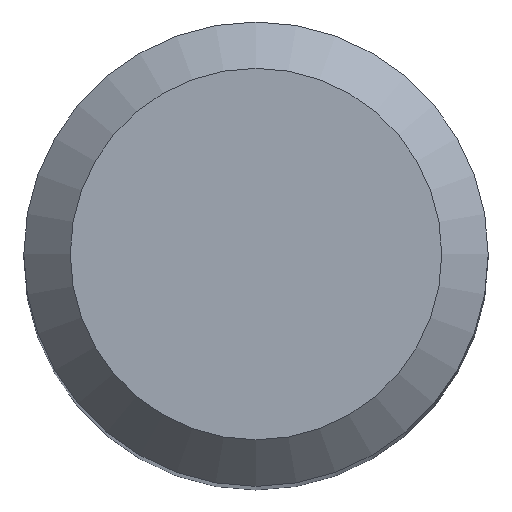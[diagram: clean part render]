
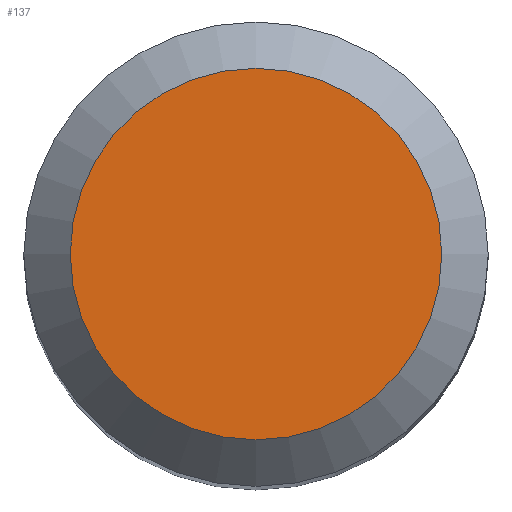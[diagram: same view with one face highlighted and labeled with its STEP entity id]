
A CAD part, top view. The second image highlights one B-rep face of the part: STEP entity #137.
In plain terms, the highlighted planar face has unit normal (0, 0, 1).
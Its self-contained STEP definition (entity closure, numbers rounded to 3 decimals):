
#7 = PLANE ( 'NONE',  #243 ) ;
#15 = DIRECTION ( 'NONE',  ( 0., 1., 0. ) ) ;
#54 = ORIENTED_EDGE ( 'NONE', *, *, #171, .F. ) ;
#68 = CIRCLE ( 'NONE', #226, 4. ) ;
#112 = DIRECTION ( 'NONE',  ( 0., 0., -1. ) ) ;
#127 = VERTEX_POINT ( 'NONE', #207 ) ;
#132 = CARTESIAN_POINT ( 'NONE',  ( 0., 0., 118. ) ) ;
#137 = ADVANCED_FACE ( 'NONE', ( #194 ), #7, .F. ) ;
#154 = DIRECTION ( 'NONE',  ( 0., 1., 0. ) ) ;
#171 = EDGE_CURVE ( 'NONE', #127, #127, #68, .T. ) ;
#192 = CARTESIAN_POINT ( 'NONE',  ( 0., 0., 118. ) ) ;
#194 = FACE_OUTER_BOUND ( 'NONE', #212, .T. ) ;
#207 = CARTESIAN_POINT ( 'NONE',  ( 0., 4., 118. ) ) ;
#212 = EDGE_LOOP ( 'NONE', ( #54 ) ) ;
#226 = AXIS2_PLACEMENT_3D ( 'NONE', #132, #232, #154 ) ;
#232 = DIRECTION ( 'NONE',  ( 0., 0., -1. ) ) ;
#243 = AXIS2_PLACEMENT_3D ( 'NONE', #192, #112, #15 ) ;
